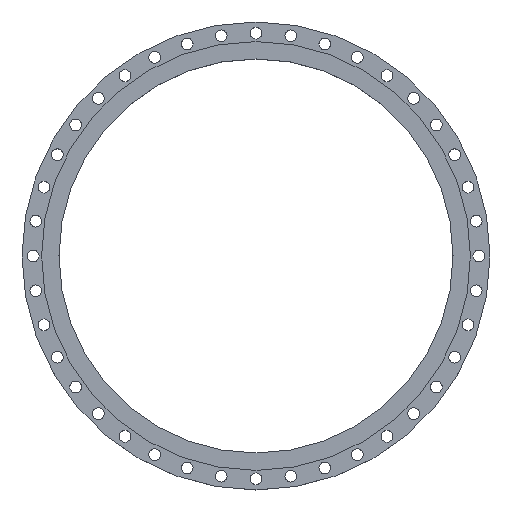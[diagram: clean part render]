
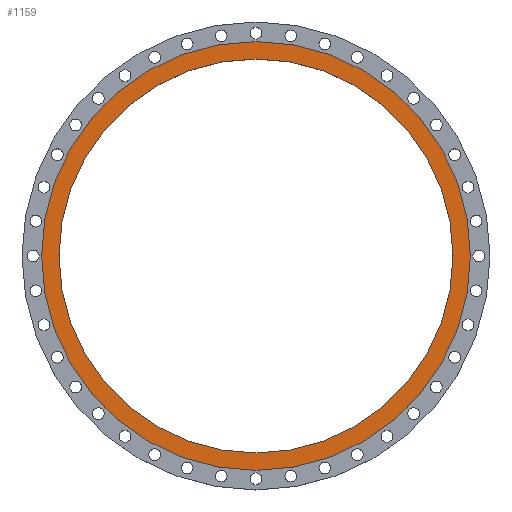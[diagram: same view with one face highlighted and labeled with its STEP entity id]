
A CAD part, top view. The second image highlights one B-rep face of the part: STEP entity #1159.
In plain terms, the highlighted planar face has unit normal (0, 0, 1).
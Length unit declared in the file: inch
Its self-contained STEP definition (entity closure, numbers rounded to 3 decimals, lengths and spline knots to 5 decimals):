
#394 = ORIENTED_EDGE ( 'NONE', *, *, #1716, .F. ) ;
#453 = CIRCLE ( 'NONE', #784, 18.125 ) ;
#470 = FACE_OUTER_BOUND ( 'NONE', #2317, .T. ) ;
#534 = ORIENTED_EDGE ( 'NONE', *, *, #1521, .T. ) ;
#591 = ORIENTED_EDGE ( 'NONE', *, *, #761, .T. ) ;
#621 = ORIENTED_EDGE ( 'NONE', *, *, #3265, .F. ) ;
#761 = EDGE_CURVE ( 'NONE', #3387, #2830, #3021, .T. ) ;
#784 = AXIS2_PLACEMENT_3D ( 'NONE', #3471, #1051, #1600 ) ;
#1018 = AXIS2_PLACEMENT_3D ( 'NONE', #2924, #3402, #1789 ) ;
#1031 = AXIS2_PLACEMENT_3D ( 'NONE', #1042, #3406, #2880 ) ;
#1042 = CARTESIAN_POINT ( 'NONE',  ( 0., 16.65625, 0. ) ) ;
#1051 = DIRECTION ( 'NONE',  ( 0., 0., 1. ) ) ;
#1159 = ADVANCED_FACE ( 'NONE', ( #2089, #470 ), #1301, .F. ) ;
#1165 = AXIS2_PLACEMENT_3D ( 'NONE', #1947, #1963, #2461 ) ;
#1301 = PLANE ( 'NONE',  #1031 ) ;
#1314 = CIRCLE ( 'NONE', #2279, 16.65625 ) ;
#1521 = EDGE_CURVE ( 'NONE', #2830, #3387, #453, .T. ) ;
#1558 = CARTESIAN_POINT ( 'NONE',  ( 18.125, 0., 0. ) ) ;
#1600 = DIRECTION ( 'NONE',  ( 1., 0., 0. ) ) ;
#1716 = EDGE_CURVE ( 'NONE', #2489, #2704, #2029, .T. ) ;
#1789 = DIRECTION ( 'NONE',  ( 1., 0., 0. ) ) ;
#1947 = CARTESIAN_POINT ( 'NONE',  ( 0., 0., 0. ) ) ;
#1963 = DIRECTION ( 'NONE',  ( 0., 0., 1. ) ) ;
#1996 = CARTESIAN_POINT ( 'NONE',  ( 16.65625, 0., 0. ) ) ;
#2029 = CIRCLE ( 'NONE', #1018, 16.65625 ) ;
#2089 = FACE_BOUND ( 'NONE', #3071, .T. ) ;
#2279 = AXIS2_PLACEMENT_3D ( 'NONE', #2399, #2918, #3138 ) ;
#2317 = EDGE_LOOP ( 'NONE', ( #534, #591 ) ) ;
#2399 = CARTESIAN_POINT ( 'NONE',  ( 0., 0., 0. ) ) ;
#2461 = DIRECTION ( 'NONE',  ( 1., 0., 0. ) ) ;
#2489 = VERTEX_POINT ( 'NONE', #3148 ) ;
#2704 = VERTEX_POINT ( 'NONE', #1996 ) ;
#2830 = VERTEX_POINT ( 'NONE', #1558 ) ;
#2880 = DIRECTION ( 'NONE',  ( -1., 0., 0. ) ) ;
#2918 = DIRECTION ( 'NONE',  ( 0., 0., 1. ) ) ;
#2924 = CARTESIAN_POINT ( 'NONE',  ( 0., 0., 0. ) ) ;
#2969 = CARTESIAN_POINT ( 'NONE',  ( -18.125, 0., 0. ) ) ;
#3021 = CIRCLE ( 'NONE', #1165, 18.125 ) ;
#3071 = EDGE_LOOP ( 'NONE', ( #621, #394 ) ) ;
#3138 = DIRECTION ( 'NONE',  ( 1., 0., 0. ) ) ;
#3148 = CARTESIAN_POINT ( 'NONE',  ( -16.65625, 0., 0. ) ) ;
#3265 = EDGE_CURVE ( 'NONE', #2704, #2489, #1314, .T. ) ;
#3387 = VERTEX_POINT ( 'NONE', #2969 ) ;
#3402 = DIRECTION ( 'NONE',  ( 0., 0., 1. ) ) ;
#3406 = DIRECTION ( 'NONE',  ( 0., 0., -1. ) ) ;
#3471 = CARTESIAN_POINT ( 'NONE',  ( 0., 0., 0. ) ) ;
